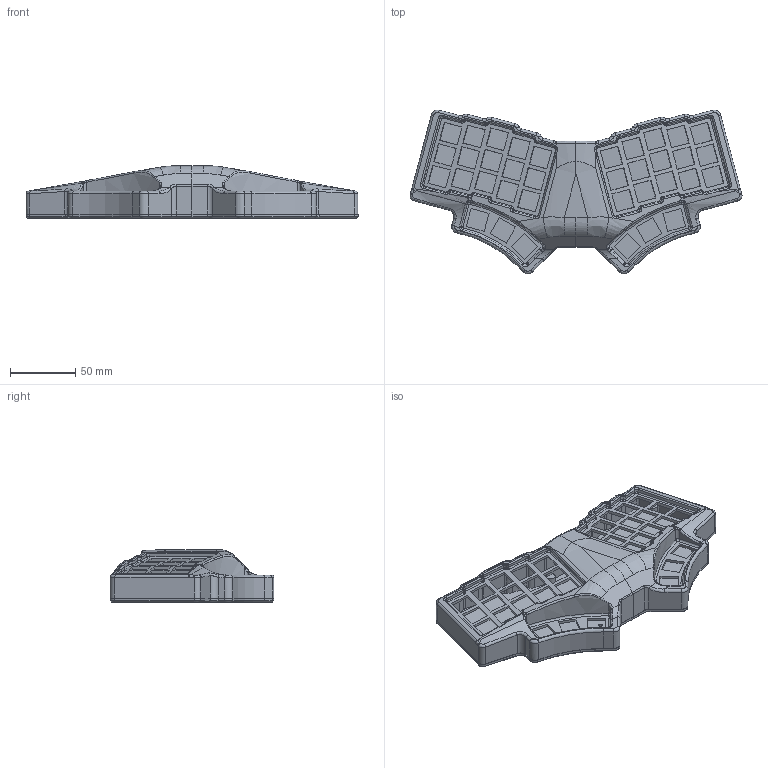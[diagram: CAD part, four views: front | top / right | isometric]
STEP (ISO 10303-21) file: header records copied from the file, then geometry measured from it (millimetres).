
FILE_DESCRIPTION(/* description */ (''),/* implementation_level */ '2;1');
FILE_NAME(/* name */ 'WeirdFlexButOk-case.step',/* time_stamp */ '2024-06-07T11:48:53+02:00',/* author */ (''),/* organization */ (''),/* preprocessor_version */ 'ST-DEVELOPER v20',/* originating_system */ 'Autodesk Translation Framework v13.14.0.145',/* authorisation */ '');
FILE_SCHEMA (('AUTOMOTIVE_DESIGN { 1 0 10303 214 3 1 1 }'));
Length unit declared in the file: millimetre
Products named in the file (1): WeirdFlexButOk
Bounding box: 253.62 x 125.28 x 40.2 mm (x, y, z)
Volume: 163960.2 mm3; surface area: 110422.2 mm2
Topology: 2 solids, 2 shells, 885 faces, 2256 edges, 1380 vertices
Faces by surface type: plane 312, cylinder 303, bspline 144, torus 64, cone 46, sphere 16
Full cylindrical faces by diameter (mm): 2.5 x22
Entity records: 31445 total; most frequent: CARTESIAN_POINT 9962, ORIENTED_EDGE 4508, DIRECTION 4479, EDGE_CURVE 2254, AXIS2_PLACEMENT_3D 1647, VERTEX_POINT 1380, LINE 1185, VECTOR 1185
